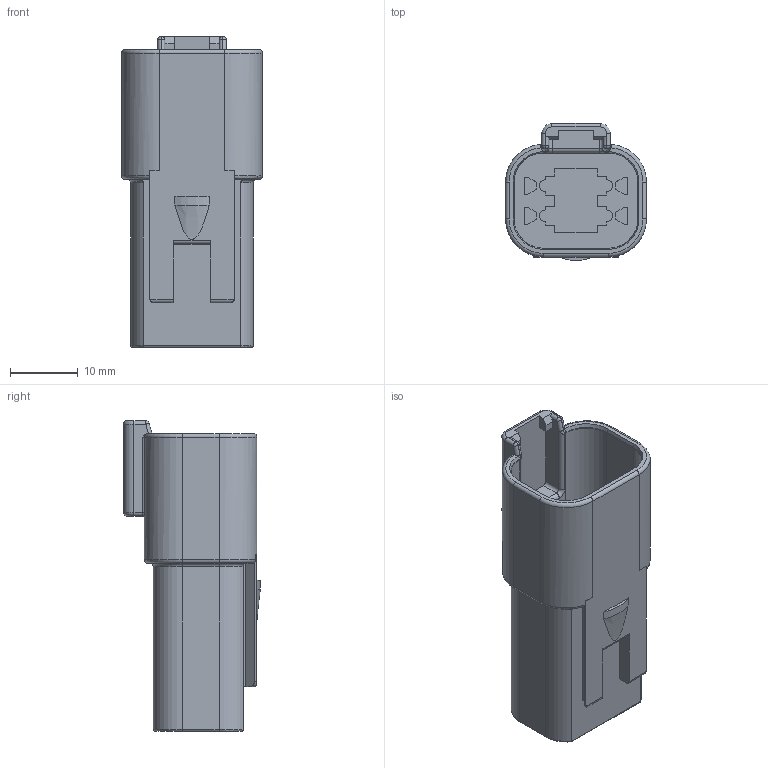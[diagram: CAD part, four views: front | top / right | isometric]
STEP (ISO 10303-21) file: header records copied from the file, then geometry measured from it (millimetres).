
FILE_DESCRIPTION((''),'2;1');
FILE_NAME('C-DT04-4P','2022-02-28T04:06:25',('workeradm'),('TE Connectivity Ltd.'),'CREO PARAMETRIC BY PTC INC, 2021072','CREO PARAMETRIC BY PTC INC, 2021072','');
FILE_SCHEMA(('AUTOMOTIVE_DESIGN { 1 0 10303 214 1 1 1 1 }'));
Length unit declared in the file: millimetre
Products named in the file (1): C-DT04-4P
Bounding box: 20.83 x 20.22 x 45.92 mm (x, y, z)
Volume: 7684 mm3; surface area: 4849.9 mm2
Topology: 1 solids, 1 shells, 380 faces, 981 edges, 620 vertices
Faces by surface type: plane 233, cylinder 84, torus 46, cone 9, bspline 4, sphere 4
Entity records: 13403 total; most frequent: CARTESIAN_POINT 3862, ORIENTED_EDGE 1962, DIRECTION 1938, EDGE_CURVE 981, VECTOR 716, LINE 716, VERTEX_POINT 620, AXIS2_PLACEMENT_3D 611
